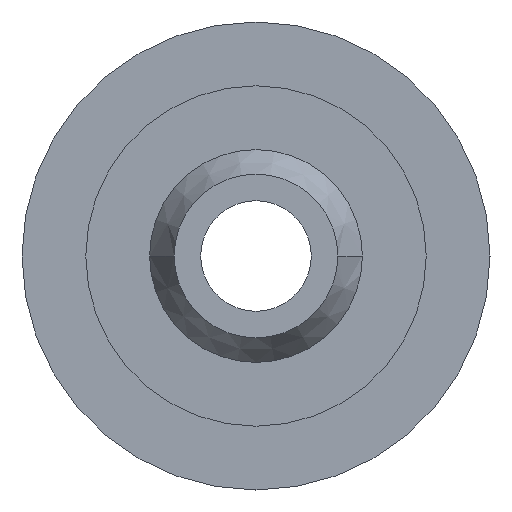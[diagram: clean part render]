
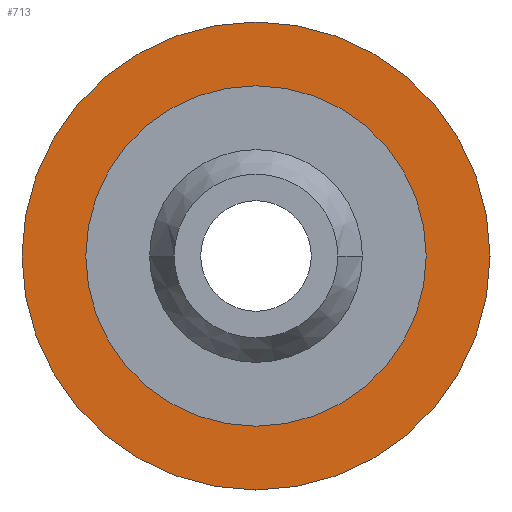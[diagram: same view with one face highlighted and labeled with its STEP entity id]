
A CAD part, front view. The second image highlights one B-rep face of the part: STEP entity #713.
In plain terms, the highlighted planar face has unit normal (0, -1, 0).
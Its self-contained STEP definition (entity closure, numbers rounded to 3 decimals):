
#49=CARTESIAN_POINT('',(4.,5.0,0.0));
#50=VERTEX_POINT('',#49);
#59=CARTESIAN_POINT('',(-4.,5.0,0.));
#60=VERTEX_POINT('',#59);
#61=CARTESIAN_POINT('',(0.0,5.0,0.0));
#62=DIRECTION('',(0.0,-1.0,0.0));
#63=DIRECTION('',(1.0,0.0,0.0));
#64=AXIS2_PLACEMENT_3D('',#61,#62,#63);
#65=CIRCLE('',#64,4.);
#66=EDGE_CURVE('',#50,#60,#65,.T.);
#93=CARTESIAN_POINT('',(5.5,5.0,0.0));
#94=VERTEX_POINT('',#93);
#110=CARTESIAN_POINT('',(-5.5,5.0,0.));
#111=VERTEX_POINT('',#110);
#118=CARTESIAN_POINT('',(0.0,5.0,0.0));
#119=DIRECTION('',(0.0,-1.0,0.0));
#120=DIRECTION('',(1.0,0.0,0.0));
#121=AXIS2_PLACEMENT_3D('',#118,#119,#120);
#122=CIRCLE('',#121,5.5);
#123=EDGE_CURVE('',#94,#111,#122,.T.);
#682=CARTESIAN_POINT('',(0.0,5.0,0.0));
#683=DIRECTION('',(0.0,-1.0,0.0));
#684=DIRECTION('',(1.0,0.0,0.0));
#685=AXIS2_PLACEMENT_3D('',#682,#683,#684);
#686=CIRCLE('',#685,5.5);
#687=EDGE_CURVE('',#111,#94,#686,.T.);
#694=CARTESIAN_POINT('',(4.75,5.0,0.0));
#695=DIRECTION('',(0.0,-1.0,0.0));
#696=DIRECTION('',(0.0,0.0,-1.0));
#697=AXIS2_PLACEMENT_3D('',#694,#695,#696);
#698=PLANE('',#697);
#699=ORIENTED_EDGE('',*,*,#123,.T.);
#700=ORIENTED_EDGE('',*,*,#687,.T.);
#701=EDGE_LOOP('',(#699,#700));
#702=FACE_OUTER_BOUND('',#701,.T.);
#703=ORIENTED_EDGE('',*,*,#66,.F.);
#704=CARTESIAN_POINT('',(0.0,5.0,0.0));
#705=DIRECTION('',(0.0,-1.0,0.0));
#706=DIRECTION('',(1.0,0.0,0.0));
#707=AXIS2_PLACEMENT_3D('',#704,#705,#706);
#708=CIRCLE('',#707,4.);
#709=EDGE_CURVE('',#60,#50,#708,.T.);
#710=ORIENTED_EDGE('',*,*,#709,.F.);
#711=EDGE_LOOP('',(#703,#710));
#712=FACE_BOUND('',#711,.T.);
#713=ADVANCED_FACE('',(#702,#712),#698,.T.);
